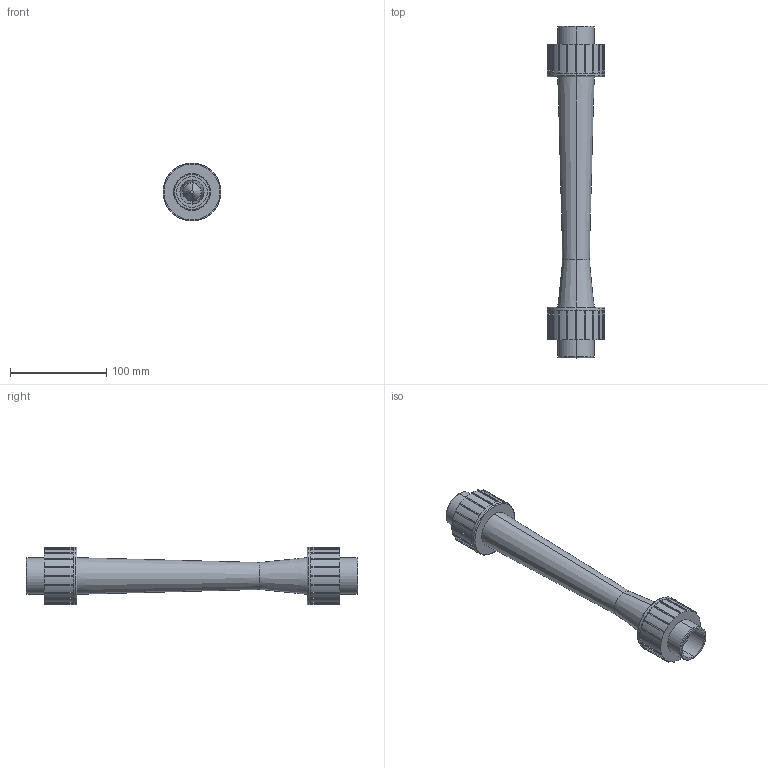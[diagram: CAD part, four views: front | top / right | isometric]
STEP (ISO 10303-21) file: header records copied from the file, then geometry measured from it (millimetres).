
FILE_DESCRIPTION (( 'STEP AP214' ), '1' );
FILE_NAME ('ROTAMETER DN 25- LZS ISME.STEP', '2021-11-29T18:55:32', ( '' ), ( '' ), 'SwSTEP 2.0', 'SolidWorks 2020', '' );
FILE_SCHEMA (( 'AUTOMOTIVE_DESIGN' ));
Length unit declared in the file: millimetre
Products named in the file (1): ROTAMETER DN 25- LZS ISME
Bounding box: 60 x 345 x 60 mm (x, y, z)
Volume: 235515.7 mm3; surface area: 84305.1 mm2
Topology: 2 solids, 2 shells, 253 faces, 624 edges, 384 vertices
Faces by surface type: plane 133, cylinder 60, torus 50, cone 10
Entity records: 7690 total; most frequent: DIRECTION 1486, CARTESIAN_POINT 1262, ORIENTED_EDGE 1248, EDGE_CURVE 624, AXIS2_PLACEMENT_3D 608, VERTEX_POINT 384, CIRCLE 354, VECTOR 270
